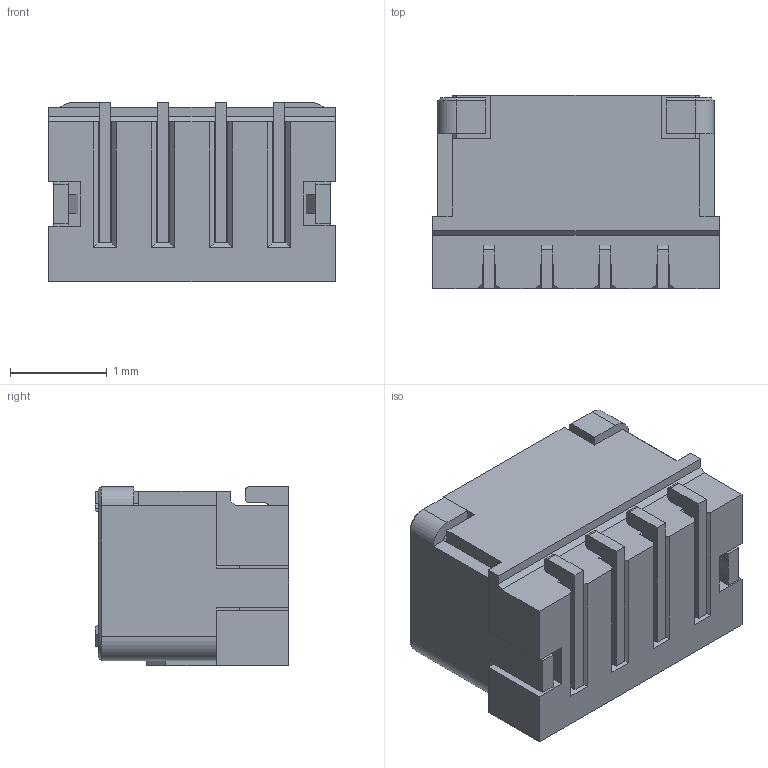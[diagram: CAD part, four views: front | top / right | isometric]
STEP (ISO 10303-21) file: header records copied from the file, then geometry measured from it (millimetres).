
FILE_DESCRIPTION(('CoCreate Modeling STEP Export'),'2;1');
FILE_NAME('WB0614-04.stp','2021-09-09T13:44:53',(''),(''),'CoCreate Modeling STEP processor for AP214 (Solid Model)','CoCreate Modeling 16.00 13-May-2008 (C) Parametric Technology GmbH','');
FILE_SCHEMA(('AUTOMOTIVE_DESIGN { 1 0 10303 214 1 1 1 1 }'));
Length unit declared in the file: millimetre
Products named in the file (3): WB0614-04XXX; WB0614-04; WB0614-04XXX.
Assembly tree (2 placements, depth 2):
  WB0614-04XXX.
    WB0614-04
    WB0614-04XXX
Bounding box: 2.96 x 2 x 1.85 mm (x, y, z)
Volume: 6.3 mm3; surface area: 57.4 mm2
Topology: 1 solids, 3 shells, 385 faces, 1175 edges, 766 vertices
Faces by surface type: plane 321, cylinder 56, cone 8
Entity records: 12636 total; most frequent: ORIENTED_EDGE 2310, CARTESIAN_POINT 2221, DIRECTION 1873, EDGE_CURVE 1151, VECTOR 943, LINE 943, VERTEX_POINT 718, AXIS2_PLACEMENT_3D 465
